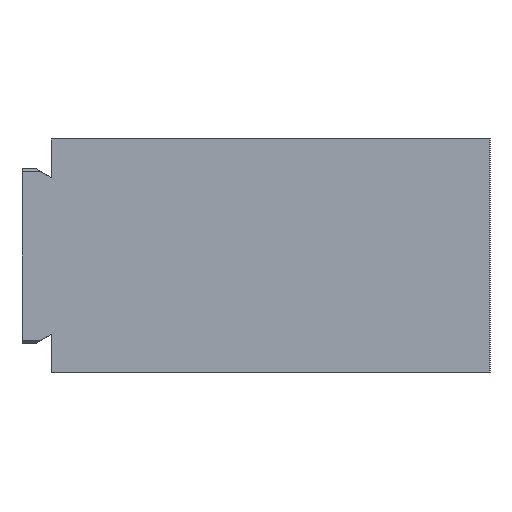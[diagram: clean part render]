
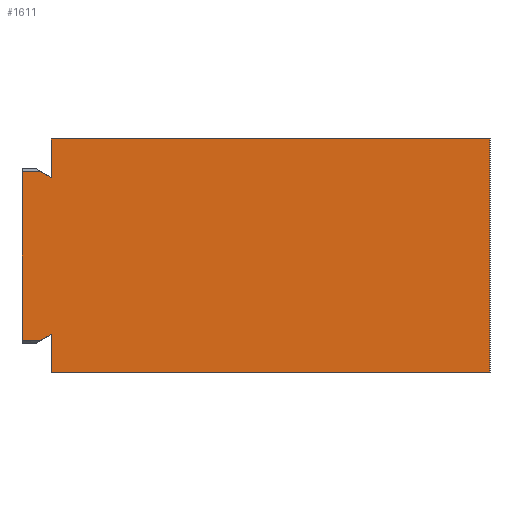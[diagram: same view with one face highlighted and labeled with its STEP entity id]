
A CAD part, left-side view. The second image highlights one B-rep face of the part: STEP entity #1611.
In plain terms, the highlighted planar face has unit normal (-1, 0, 0).
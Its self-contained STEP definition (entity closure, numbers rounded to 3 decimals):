
#303=FACE_OUTER_BOUND('',#383,.T.);
#383=EDGE_LOOP('',(#1442,#1443,#1444,#1445,#1446,#1447,#1448,#1449,#1450,
#1451));
#402=LINE('',#2292,#548);
#404=LINE('',#2301,#550);
#419=LINE('',#2368,#565);
#448=LINE('',#2453,#594);
#473=LINE('',#2527,#619);
#483=LINE('',#2547,#629);
#512=LINE('',#2633,#658);
#534=LINE('',#2677,#680);
#535=LINE('',#2682,#681);
#536=LINE('',#2683,#682);
#548=VECTOR('',#1814,10.);
#550=VECTOR('',#1822,10.);
#565=VECTOR('',#1881,10.);
#594=VECTOR('',#1964,10.);
#619=VECTOR('',#2023,10.);
#629=VECTOR('',#2047,10.);
#658=VECTOR('',#2134,10.);
#680=VECTOR('',#2194,10.);
#681=VECTOR('',#2201,10.);
#682=VECTOR('',#2202,10.);
#694=VERTEX_POINT('',#2289);
#695=VERTEX_POINT('',#2291);
#698=VERTEX_POINT('',#2299);
#699=VERTEX_POINT('',#2300);
#728=VERTEX_POINT('',#2365);
#729=VERTEX_POINT('',#2367);
#756=VERTEX_POINT('',#2449);
#758=VERTEX_POINT('',#2452);
#793=VERTEX_POINT('',#2545);
#825=VERTEX_POINT('',#2681);
#842=EDGE_CURVE('',#695,#694,#402,.T.);
#846=EDGE_CURVE('',#698,#699,#404,.T.);
#876=EDGE_CURVE('',#729,#728,#419,.T.);
#918=EDGE_CURVE('',#758,#756,#448,.T.);
#959=EDGE_CURVE('',#699,#729,#473,.T.);
#969=EDGE_CURVE('',#694,#793,#483,.T.);
#1012=EDGE_CURVE('',#793,#698,#512,.T.);
#1036=EDGE_CURVE('',#728,#758,#534,.T.);
#1037=EDGE_CURVE('',#756,#825,#535,.T.);
#1038=EDGE_CURVE('',#825,#695,#536,.T.);
#1442=ORIENTED_EDGE('',*,*,#846,.T.);
#1443=ORIENTED_EDGE('',*,*,#959,.T.);
#1444=ORIENTED_EDGE('',*,*,#876,.T.);
#1445=ORIENTED_EDGE('',*,*,#1036,.T.);
#1446=ORIENTED_EDGE('',*,*,#918,.T.);
#1447=ORIENTED_EDGE('',*,*,#1037,.T.);
#1448=ORIENTED_EDGE('',*,*,#1038,.T.);
#1449=ORIENTED_EDGE('',*,*,#842,.T.);
#1450=ORIENTED_EDGE('',*,*,#969,.T.);
#1451=ORIENTED_EDGE('',*,*,#1012,.T.);
#1541=PLANE('',#1771);
#1611=ADVANCED_FACE('',(#303),#1541,.T.);
#1771=AXIS2_PLACEMENT_3D('',#2680,#2199,#2200);
#1814=DIRECTION('',(0.,1.,0.));
#1822=DIRECTION('',(0.,1.,0.));
#1881=DIRECTION('',(0.,-1.,0.));
#1964=DIRECTION('',(0.,0.,-1.));
#2023=DIRECTION('',(0.,0.,-1.));
#2047=DIRECTION('',(0.,0.,-1.));
#2134=DIRECTION('',(0.,0.866,0.5));
#2194=DIRECTION('',(0.,-0.866,0.5));
#2199=DIRECTION('center_axis',(-1.,0.,0.));
#2200=DIRECTION('ref_axis',(0.,0.,1.));
#2201=DIRECTION('',(0.,-1.,0.));
#2202=DIRECTION('',(0.,0.,1.));
#2289=CARTESIAN_POINT('',(-51.,30.125,12.7));
#2291=CARTESIAN_POINT('',(-51.,-17.5,12.7));
#2292=CARTESIAN_POINT('',(-51.,33.3,12.7));
#2299=CARTESIAN_POINT('',(-51.,31.284,9.169));
#2300=CARTESIAN_POINT('',(-51.,33.3,9.169));
#2301=CARTESIAN_POINT('',(-51.,33.3,9.169));
#2365=CARTESIAN_POINT('',(-51.,31.284,-9.169));
#2367=CARTESIAN_POINT('',(-51.,33.3,-9.169));
#2368=CARTESIAN_POINT('',(-51.,33.3,-9.169));
#2449=CARTESIAN_POINT('',(-51.,30.125,-12.7));
#2452=CARTESIAN_POINT('',(-51.,30.125,-8.5));
#2453=CARTESIAN_POINT('',(-51.,30.125,-6.35));
#2527=CARTESIAN_POINT('',(-51.,33.3,0.));
#2545=CARTESIAN_POINT('',(-51.,30.125,8.5));
#2547=CARTESIAN_POINT('',(-51.,30.125,4.25));
#2633=CARTESIAN_POINT('',(-51.,11.313,-2.361));
#2677=CARTESIAN_POINT('',(-51.,10.425,2.874));
#2680=CARTESIAN_POINT('Origin',(-51.,-17.5,0.));
#2681=CARTESIAN_POINT('',(-51.,-17.5,-12.7));
#2682=CARTESIAN_POINT('',(-51.,33.3,-12.7));
#2683=CARTESIAN_POINT('',(-51.,-17.5,0.));
